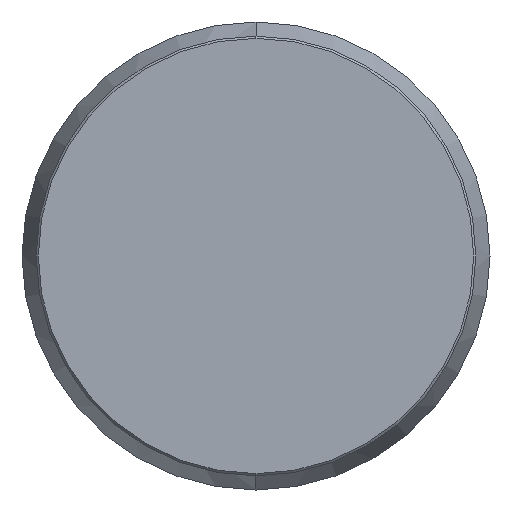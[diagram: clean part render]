
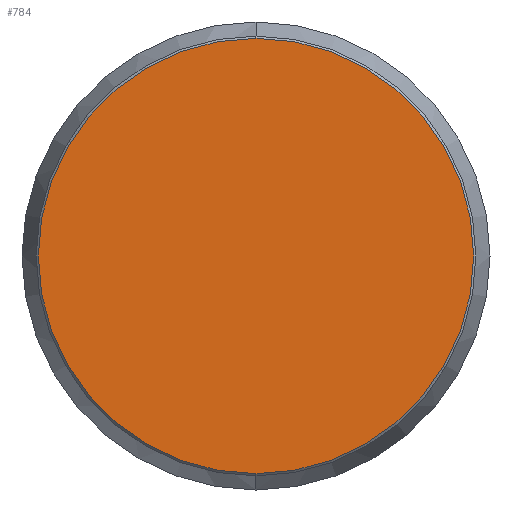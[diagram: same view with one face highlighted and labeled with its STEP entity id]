
A CAD part, left-side view. The second image highlights one B-rep face of the part: STEP entity #784.
In plain terms, the highlighted planar face has unit normal (-1, 0, 0).
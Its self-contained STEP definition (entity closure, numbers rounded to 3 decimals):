
#15 = ORIENTED_EDGE ( 'NONE', *, *, #577, .T. ) ;
#32 = CARTESIAN_POINT ( 'NONE',  ( 0., 0., 0. ) ) ;
#61 = FACE_OUTER_BOUND ( 'NONE', #583, .T. ) ;
#76 = VERTEX_POINT ( 'NONE', #241 ) ;
#176 = DIRECTION ( 'NONE',  ( 0., 0., -1. ) ) ;
#201 = DIRECTION ( 'NONE',  ( -1., 0., 0. ) ) ;
#240 = AXIS2_PLACEMENT_3D ( 'NONE', #32, #595, #313 ) ;
#241 = CARTESIAN_POINT ( 'NONE',  ( 0., 0., -30.7 ) ) ;
#251 = VERTEX_POINT ( 'NONE', #774 ) ;
#285 = DIRECTION ( 'NONE',  ( 0., 0., 1. ) ) ;
#312 = EDGE_CURVE ( 'NONE', #251, #76, #573, .T. ) ;
#313 = DIRECTION ( 'NONE',  ( 0., 0., 1. ) ) ;
#396 = PLANE ( 'NONE',  #747 ) ;
#494 = CIRCLE ( 'NONE', #240, 30.7 ) ;
#573 = CIRCLE ( 'NONE', #575, 30.7 ) ;
#575 = AXIS2_PLACEMENT_3D ( 'NONE', #797, #201, #285 ) ;
#577 = EDGE_CURVE ( 'NONE', #76, #251, #494, .T. ) ;
#583 = EDGE_LOOP ( 'NONE', ( #15, #899 ) ) ;
#595 = DIRECTION ( 'NONE',  ( -1., 0., 0. ) ) ;
#695 = CARTESIAN_POINT ( 'NONE',  ( 0., 0., 0. ) ) ;
#747 = AXIS2_PLACEMENT_3D ( 'NONE', #695, #790, #176 ) ;
#774 = CARTESIAN_POINT ( 'NONE',  ( 0., 0., 30.7 ) ) ;
#784 = ADVANCED_FACE ( 'NONE', ( #61 ), #396, .F. ) ;
#790 = DIRECTION ( 'NONE',  ( 1., 0., 0. ) ) ;
#797 = CARTESIAN_POINT ( 'NONE',  ( 0., 0., 0. ) ) ;
#899 = ORIENTED_EDGE ( 'NONE', *, *, #312, .T. ) ;
